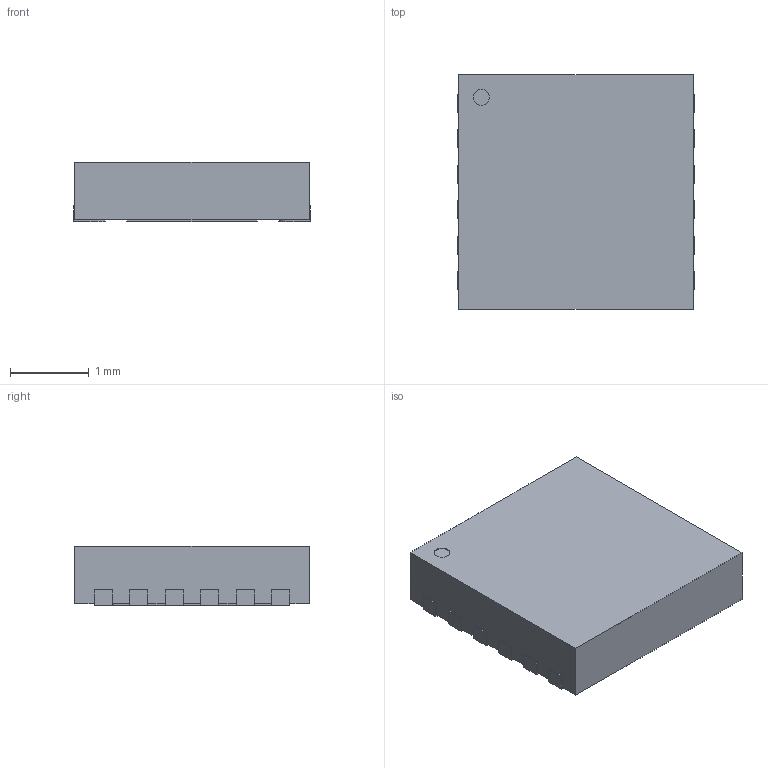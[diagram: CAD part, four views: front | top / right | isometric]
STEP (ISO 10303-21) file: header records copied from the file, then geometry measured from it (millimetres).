
FILE_DESCRIPTION(/* description */ ('model of DFN-12-1EP_3x3mm_P0.45mm_EP1.65x2.38mm'),/* implementation_level */ '2;1');
FILE_NAME(/* name */ 'DFN-12-1EP_3x3mm_P0.45mm_EP1.65x2.38mm.step',/* time_stamp */ '2024-03-28T12:13:49',/* author */ ('KiCAD','kicad'),/* organization */ ('OCCT'),/* preprocessor_version */ '',/* originating_system */ 'KiCAD',/* authorisation */ '');
FILE_SCHEMA(('AUTOMOTIVE_DESIGN { 1 0 10303 214 1 1 1 1 }'));
Length unit declared in the file: millimetre
Products named in the file (1): DFN-12-1EP_3x3mm_P0.45mm_EP1.65x2.38mm
Bounding box: 3 x 2.98 x 0.75 mm (x, y, z)
Volume: 6.5 mm3; surface area: 27 mm2
Topology: 1 solids, 1 shells, 86 faces, 246 edges, 164 vertices
Faces by surface type: plane 73, cylinder 13
Full cylindrical faces by diameter (mm): 0.2 x1
Entity records: 3564 total; most frequent: CARTESIAN_POINT 497, ORIENTED_EDGE 492, DIRECTION 446, EDGE_CURVE 246, LINE 220, VECTOR 220, VERTEX_POINT 164, AXIS2_PLACEMENT_3D 113
